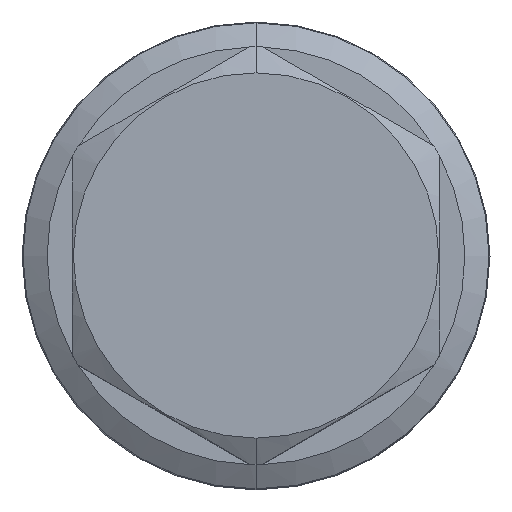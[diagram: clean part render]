
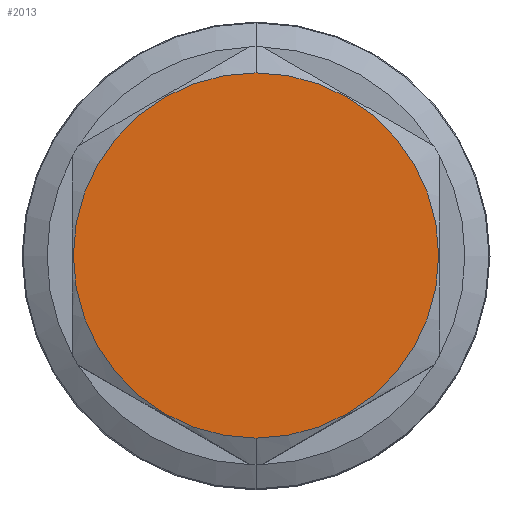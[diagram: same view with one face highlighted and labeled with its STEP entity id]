
A CAD part, top view. The second image highlights one B-rep face of the part: STEP entity #2013.
In plain terms, the highlighted planar face has unit normal (0, 0, 1).
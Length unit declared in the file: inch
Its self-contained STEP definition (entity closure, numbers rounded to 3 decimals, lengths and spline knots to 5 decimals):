
#324=CARTESIAN_POINT('',(0.,0.,4.811));
#325=DIRECTION('',(0.,0.,1.));
#326=DIRECTION('',(0.,-1.,0.));
#327=AXIS2_PLACEMENT_3D('',#324,#325,#326);
#329=CARTESIAN_POINT('',(0.,0.,4.811));
#330=DIRECTION('',(0.,0.,1.));
#331=DIRECTION('',(0.,1.,0.));
#332=AXIS2_PLACEMENT_3D('',#329,#330,#331);
#1410=CARTESIAN_POINT('',(0.,-0.807,4.811));
#1411=CARTESIAN_POINT('',(0.,0.807,4.811));
#1412=VERTEX_POINT('',#1410);
#1413=VERTEX_POINT('',#1411);
#2004=CARTESIAN_POINT('',(0.,0.,4.811));
#2005=DIRECTION('',(0.,0.,1.));
#2006=DIRECTION('',(0.,1.,0.));
#2007=AXIS2_PLACEMENT_3D('',#2004,#2005,#2006);
#2008=PLANE('',#2007);
#2009=ORIENTED_EDGE('',*,*,#1774,.F.);
#2010=ORIENTED_EDGE('',*,*,#1995,.F.);
#2011=EDGE_LOOP('',(#2009,#2010));
#2012=FACE_OUTER_BOUND('',#2011,.F.);
#2013=ADVANCED_FACE('',(#2012),#2008,.T.);
#328=CIRCLE('',#327,0.807);
#333=CIRCLE('',#332,0.807);
#1774=EDGE_CURVE('',#1412,#1413,#328,.T.);
#1995=EDGE_CURVE('',#1413,#1412,#333,.T.);
